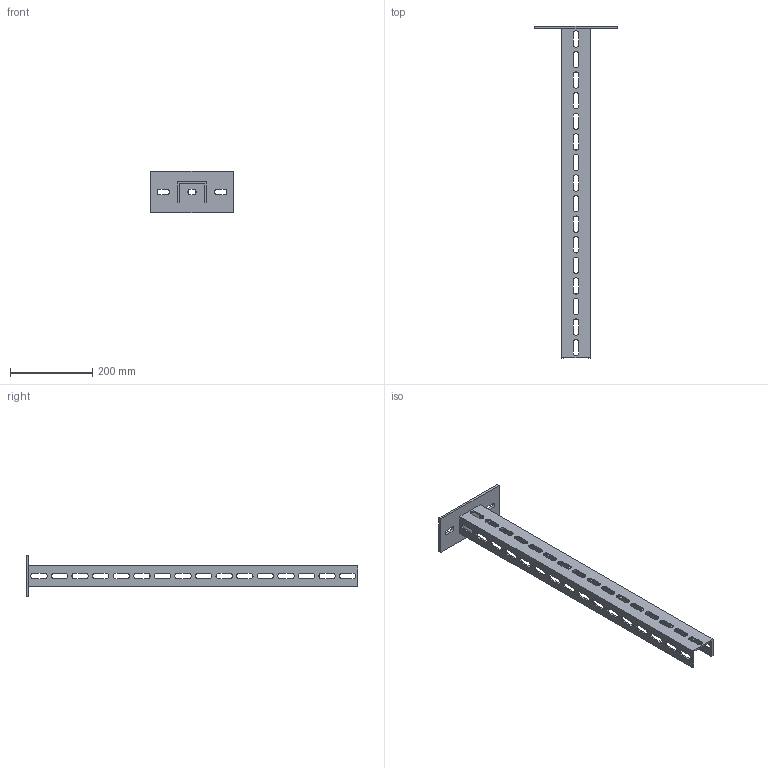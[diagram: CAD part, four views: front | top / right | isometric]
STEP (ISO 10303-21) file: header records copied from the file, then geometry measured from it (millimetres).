
FILE_DESCRIPTION (( 'STEP AP214' ), '1' );
FILE_NAME ('6338868.STP', '2020-05-08T11:21:34', ( '' ), ( '' ), 'SwSTEP 2.0', 'SolidWorks 2018', '' );
FILE_SCHEMA (( 'AUTOMOTIVE_DESIGN' ));
Length unit declared in the file: millimetre
Products named in the file (3): 6338868; KTS 02.020-008_Standard; KTS 01.009-001_0800
Assembly tree (2 placements, depth 2):
  6338868
    KTS 02.020-008_Standard
    KTS 01.009-001_0800
Bounding box: 200 x 806.5 x 100 mm (x, y, z)
Volume: 542903.1 mm3; surface area: 278969.5 mm2
Topology: 2 solids, 2 shells, 276 faces, 816 edges, 544 vertices
Faces by surface type: cylinder 150, plane 126
Entity records: 9634 total; most frequent: DIRECTION 1678, CARTESIAN_POINT 1641, ORIENTED_EDGE 1632, EDGE_CURVE 816, AXIS2_PLACEMENT_3D 581, VERTEX_POINT 544, VECTOR 516, LINE 516
